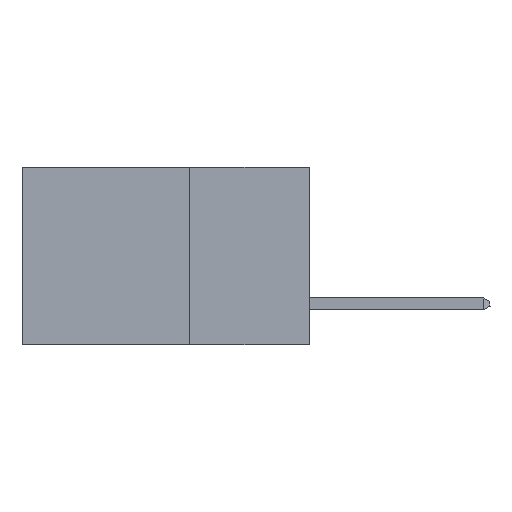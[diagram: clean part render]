
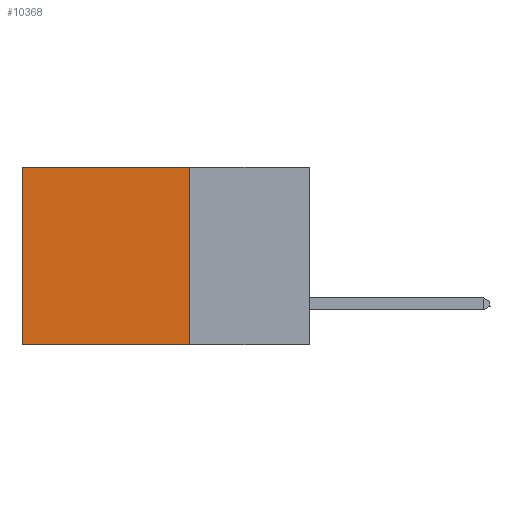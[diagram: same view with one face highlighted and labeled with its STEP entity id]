
A CAD part, left-side view. The second image highlights one B-rep face of the part: STEP entity #10368.
In plain terms, the highlighted planar face has unit normal (-1, 0, 0).
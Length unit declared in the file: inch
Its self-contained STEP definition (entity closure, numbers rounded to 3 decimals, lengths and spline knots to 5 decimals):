
#1927 = EDGE_LOOP ( 'NONE', ( #5475, #44182, #41295, #34480 ) ) ;
#1977 = FACE_OUTER_BOUND ( 'NONE', #1927, .T. ) ;
#5475 = ORIENTED_EDGE ( 'NONE', *, *, #9816, .T. ) ;
#5609 = DIRECTION ( 'NONE',  ( 0., 0., -1. ) ) ;
#9255 = AXIS2_PLACEMENT_3D ( 'NONE', #37334, #30112, #26386 ) ;
#9756 = LINE ( 'NONE', #26785, #11433 ) ;
#9816 = EDGE_CURVE ( 'NONE', #14421, #39332, #42976, .T. ) ;
#10368 = ADVANCED_FACE ( 'NONE', ( #1977 ), #44330, .F. ) ;
#11433 = VECTOR ( 'NONE', #5609, 39.37008 ) ;
#14304 = EDGE_CURVE ( 'NONE', #31830, #39332, #35978, .T. ) ;
#14421 = VERTEX_POINT ( 'NONE', #32798 ) ;
#16834 = EDGE_CURVE ( 'NONE', #37153, #31830, #9756, .T. ) ;
#22825 = VECTOR ( 'NONE', #38097, 39.37008 ) ;
#26386 = DIRECTION ( 'NONE',  ( 0., 0., -1. ) ) ;
#26785 = CARTESIAN_POINT ( 'NONE',  ( 0.2875, 0.25, 0. ) ) ;
#28012 = DIRECTION ( 'NONE',  ( 0., 1., 0. ) ) ;
#29167 = VECTOR ( 'NONE', #41753, 39.37008 ) ;
#29336 = CARTESIAN_POINT ( 'NONE',  ( 0.2875, 0.25, 0. ) ) ;
#30056 = LINE ( 'NONE', #31018, #22825 ) ;
#30112 = DIRECTION ( 'NONE',  ( 1., 0., 0. ) ) ;
#31018 = CARTESIAN_POINT ( 'NONE',  ( 0.2875, 0.25, 0. ) ) ;
#31742 = CARTESIAN_POINT ( 'NONE',  ( 0.2875, 0.6, 0. ) ) ;
#31830 = VERTEX_POINT ( 'NONE', #42905 ) ;
#32798 = CARTESIAN_POINT ( 'NONE',  ( 0.2875, 0.6, 0. ) ) ;
#34480 = ORIENTED_EDGE ( 'NONE', *, *, #38478, .T. ) ;
#35978 = LINE ( 'NONE', #39144, #37076 ) ;
#37076 = VECTOR ( 'NONE', #28012, 39.37008 ) ;
#37153 = VERTEX_POINT ( 'NONE', #29336 ) ;
#37334 = CARTESIAN_POINT ( 'NONE',  ( 0.2875, 0.25, 0. ) ) ;
#38097 = DIRECTION ( 'NONE',  ( 0., 1., 0. ) ) ;
#38478 = EDGE_CURVE ( 'NONE', #37153, #14421, #30056, .T. ) ;
#39144 = CARTESIAN_POINT ( 'NONE',  ( 0.2875, 0.25, -0.37 ) ) ;
#39313 = CARTESIAN_POINT ( 'NONE',  ( 0.2875, 0.6, -0.37 ) ) ;
#39332 = VERTEX_POINT ( 'NONE', #39313 ) ;
#41295 = ORIENTED_EDGE ( 'NONE', *, *, #16834, .F. ) ;
#41753 = DIRECTION ( 'NONE',  ( 0., 0., -1. ) ) ;
#42905 = CARTESIAN_POINT ( 'NONE',  ( 0.2875, 0.25, -0.37 ) ) ;
#42976 = LINE ( 'NONE', #31742, #29167 ) ;
#44182 = ORIENTED_EDGE ( 'NONE', *, *, #14304, .F. ) ;
#44330 = PLANE ( 'NONE',  #9255 ) ;
